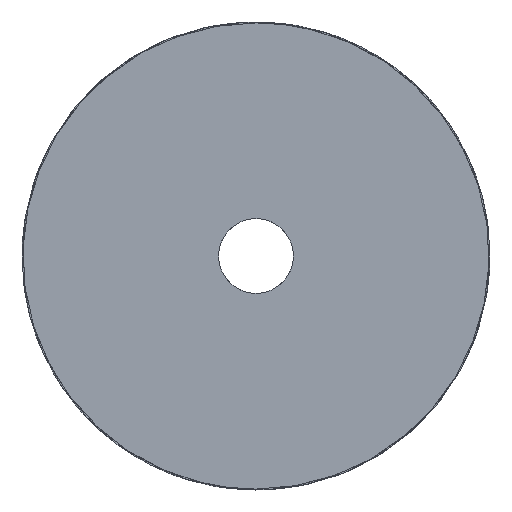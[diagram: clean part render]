
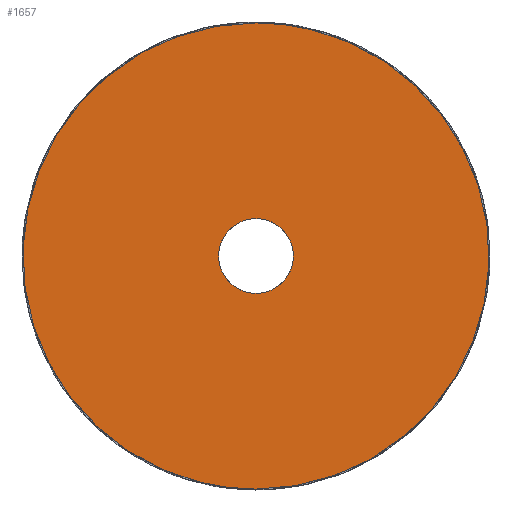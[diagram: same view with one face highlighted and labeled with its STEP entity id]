
A CAD part, front view. The second image highlights one B-rep face of the part: STEP entity #1657.
In plain terms, the highlighted planar face has unit normal (0, -1, 0).
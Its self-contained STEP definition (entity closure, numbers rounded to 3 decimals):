
#49 = FACE_BOUND ( 'NONE', #6081, .T. ) ;
#259 = CARTESIAN_POINT ( 'NONE',  ( -1.635, -39., 24.9 ) ) ;
#291 = CARTESIAN_POINT ( 'NONE',  ( -21.612, -39., 12.475 ) ) ;
#369 = ORIENTED_EDGE ( 'NONE', *, *, #3976, .T. ) ;
#383 = FACE_OUTER_BOUND ( 'NONE', #2156, .T. ) ;
#389 = CARTESIAN_POINT ( 'NONE',  ( -19.795, -39., -15.193 ) ) ;
#424 = CARTESIAN_POINT ( 'NONE',  ( -8.019, -39., -23.63 ) ) ;
#455 = CARTESIAN_POINT ( 'NONE',  ( 8.019, -39., -23.63 ) ) ;
#485 = CARTESIAN_POINT ( 'NONE',  ( 3.254, -39., 24.741 ) ) ;
#572 = CIRCLE ( 'NONE', #1738, 4. ) ;
#638 = DIRECTION ( 'NONE',  ( 0., 0., -1. ) ) ;
#763 = CARTESIAN_POINT ( 'NONE',  ( 0., -39., 24.9 ) ) ;
#894 = CARTESIAN_POINT ( 'NONE',  ( 19.795, -39., -15.193 ) ) ;
#926 = CARTESIAN_POINT ( 'NONE',  ( 23.63, -39., 8.019 ) ) ;
#956 = CARTESIAN_POINT ( 'NONE',  ( -24.9, -39., 1.635 ) ) ;
#987 = CARTESIAN_POINT ( 'NONE',  ( 23.63, -39., -8.019 ) ) ;
#1020 = CARTESIAN_POINT ( 'NONE',  ( -18.763, -39., -16.451 ) ) ;
#1223 = CARTESIAN_POINT ( 'NONE',  ( -23.63, -39., 8.019 ) ) ;
#1349 = EDGE_CURVE ( 'NONE', #3308, #5380, #5842, .T. ) ;
#1368 = EDGE_CURVE ( 'NONE', #5380, #3308, #1382, .T. ) ;
#1382 = B_SPLINE_CURVE_WITH_KNOTS ( 'NONE', 3,
 ( #3424, #2445, #6500, #5993, #455, #5588, #5521, #3457, #2478, #1984, #894, #1386, #2512, #987, #6093, #2546, #2411, #3924, #5490, #5959, #926, #5458, #4989, #2918, #3051, #4492, #6532, #4023, #6058, #3988, #1482, #485, #5088, #3017 ),
 .UNSPECIFIED., .F., .F.,
 ( 4, 2, 2, 2, 2, 2, 2, 2, 2, 2, 2, 2, 2, 2, 2, 2, 4 ),
 ( 0., 0.063, 0.125, 0.188, 0.25, 0.313, 0.375, 0.438, 0.5, 0.563, 0.625, 0.688, 0.75, 0.813, 0.875, 0.938, 1. ),
 .UNSPECIFIED. ) ;
#1386 = CARTESIAN_POINT ( 'NONE',  ( 21.612, -39., -12.475 ) ) ;
#1404 = AXIS2_PLACEMENT_3D ( 'NONE', #3802, #5738, #638 ) ;
#1482 = CARTESIAN_POINT ( 'NONE',  ( 6.461, -39., 24.103 ) ) ;
#1515 = CARTESIAN_POINT ( 'NONE',  ( -11.039, -39., -22.379 ) ) ;
#1657 = ADVANCED_FACE ( 'NONE', ( #383, #49 ), #5614, .T. ) ;
#1722 = CARTESIAN_POINT ( 'NONE',  ( -22.379, -39., 11.039 ) ) ;
#1738 = AXIS2_PLACEMENT_3D ( 'NONE', #5841, #5808, #1801 ) ;
#1801 = DIRECTION ( 'NONE',  ( 0., 0., -1. ) ) ;
#1887 = CARTESIAN_POINT ( 'NONE',  ( -24.103, -39., -6.461 ) ) ;
#1952 = CARTESIAN_POINT ( 'NONE',  ( -24.74, -39., -3.255 ) ) ;
#1984 = CARTESIAN_POINT ( 'NONE',  ( 18.763, -39., -16.451 ) ) ;
#2016 = EDGE_CURVE ( 'NONE', #3966, #3432, #6315, .T. ) ;
#2077 = DIRECTION ( 'NONE',  ( 0., -1., 0. ) ) ;
#2156 = EDGE_LOOP ( 'NONE', ( #4885, #3800 ) ) ;
#2282 = CARTESIAN_POINT ( 'NONE',  ( -6.461, -39., 24.103 ) ) ;
#2411 = CARTESIAN_POINT ( 'NONE',  ( 24.9, -39., -1.635 ) ) ;
#2445 = CARTESIAN_POINT ( 'NONE',  ( 1.635, -39., -24.9 ) ) ;
#2478 = CARTESIAN_POINT ( 'NONE',  ( 16.451, -39., -18.763 ) ) ;
#2512 = CARTESIAN_POINT ( 'NONE',  ( 22.379, -39., -11.039 ) ) ;
#2546 = CARTESIAN_POINT ( 'NONE',  ( 24.74, -39., -3.255 ) ) ;
#2918 = CARTESIAN_POINT ( 'NONE',  ( 19.795, -39., 15.193 ) ) ;
#2983 = CARTESIAN_POINT ( 'NONE',  ( -12.475, -39., -21.612 ) ) ;
#3017 = CARTESIAN_POINT ( 'NONE',  ( 0., -39., 24.9 ) ) ;
#3051 = CARTESIAN_POINT ( 'NONE',  ( 18.763, -39., 16.451 ) ) ;
#3255 = CARTESIAN_POINT ( 'NONE',  ( -11.039, -39., 22.379 ) ) ;
#3308 = VERTEX_POINT ( 'NONE', #4631 ) ;
#3323 = CARTESIAN_POINT ( 'NONE',  ( -8.019, -39., 23.63 ) ) ;
#3392 = CARTESIAN_POINT ( 'NONE',  ( -12.475, -39., 21.612 ) ) ;
#3424 = CARTESIAN_POINT ( 'NONE',  ( 0., -39., -24.9 ) ) ;
#3432 = VERTEX_POINT ( 'NONE', #5258 ) ;
#3457 = CARTESIAN_POINT ( 'NONE',  ( 15.193, -39., -19.795 ) ) ;
#3487 = CARTESIAN_POINT ( 'NONE',  ( 0., -39., -24.9 ) ) ;
#3519 = CARTESIAN_POINT ( 'NONE',  ( -16.451, -39., -18.763 ) ) ;
#3553 = CARTESIAN_POINT ( 'NONE',  ( -3.254, -39., -24.741 ) ) ;
#3759 = CARTESIAN_POINT ( 'NONE',  ( 0., -39., -24.9 ) ) ;
#3800 = ORIENTED_EDGE ( 'NONE', *, *, #1349, .T. ) ;
#3802 = CARTESIAN_POINT ( 'NONE',  ( 0., -39., 0. ) ) ;
#3837 = ORIENTED_EDGE ( 'NONE', *, *, #2016, .T. ) ;
#3924 = CARTESIAN_POINT ( 'NONE',  ( 24.9, -39., 1.635 ) ) ;
#3956 = CARTESIAN_POINT ( 'NONE',  ( -24.74, -39., 3.255 ) ) ;
#3966 = VERTEX_POINT ( 'NONE', #5742 ) ;
#3976 = EDGE_CURVE ( 'NONE', #3432, #3966, #572, .T. ) ;
#3988 = CARTESIAN_POINT ( 'NONE',  ( 8.019, -39., 23.63 ) ) ;
#4023 = CARTESIAN_POINT ( 'NONE',  ( 12.475, -39., 21.612 ) ) ;
#4111 = DIRECTION ( 'NONE',  ( 0., 0., -1. ) ) ;
#4425 = CARTESIAN_POINT ( 'NONE',  ( -16.451, -39., 18.763 ) ) ;
#4458 = CARTESIAN_POINT ( 'NONE',  ( -1.635, -39., -24.9 ) ) ;
#4492 = CARTESIAN_POINT ( 'NONE',  ( 16.451, -39., 18.763 ) ) ;
#4523 = CARTESIAN_POINT ( 'NONE',  ( -15.193, -39., -19.795 ) ) ;
#4631 = CARTESIAN_POINT ( 'NONE',  ( 0., -39., 24.9 ) ) ;
#4682 = CARTESIAN_POINT ( 'NONE',  ( 0., -39., 0. ) ) ;
#4860 = CARTESIAN_POINT ( 'NONE',  ( -19.795, -39., 15.193 ) ) ;
#4885 = ORIENTED_EDGE ( 'NONE', *, *, #1368, .T. ) ;
#4957 = CARTESIAN_POINT ( 'NONE',  ( -21.612, -39., -12.475 ) ) ;
#4989 = CARTESIAN_POINT ( 'NONE',  ( 21.612, -39., 12.475 ) ) ;
#5017 = CARTESIAN_POINT ( 'NONE',  ( -6.461, -39., -24.103 ) ) ;
#5052 = CARTESIAN_POINT ( 'NONE',  ( -22.379, -39., -11.039 ) ) ;
#5088 = CARTESIAN_POINT ( 'NONE',  ( 1.635, -39., 24.9 ) ) ;
#5258 = CARTESIAN_POINT ( 'NONE',  ( -4., -39., 0. ) ) ;
#5353 = CARTESIAN_POINT ( 'NONE',  ( -15.193, -39., 19.795 ) ) ;
#5380 = VERTEX_POINT ( 'NONE', #3759 ) ;
#5420 = CARTESIAN_POINT ( 'NONE',  ( -18.763, -39., 16.451 ) ) ;
#5458 = CARTESIAN_POINT ( 'NONE',  ( 22.379, -39., 11.039 ) ) ;
#5490 = CARTESIAN_POINT ( 'NONE',  ( 24.74, -39., 3.255 ) ) ;
#5521 = CARTESIAN_POINT ( 'NONE',  ( 12.475, -39., -21.612 ) ) ;
#5552 = CARTESIAN_POINT ( 'NONE',  ( -23.63, -39., -8.019 ) ) ;
#5588 = CARTESIAN_POINT ( 'NONE',  ( 11.039, -39., -22.379 ) ) ;
#5614 = PLANE ( 'NONE',  #6383 ) ;
#5738 = DIRECTION ( 'NONE',  ( 0., 1., 0. ) ) ;
#5742 = CARTESIAN_POINT ( 'NONE',  ( 4., -39., 0. ) ) ;
#5808 = DIRECTION ( 'NONE',  ( 0., 1., 0. ) ) ;
#5841 = CARTESIAN_POINT ( 'NONE',  ( 0., -39., 0. ) ) ;
#5842 = B_SPLINE_CURVE_WITH_KNOTS ( 'NONE', 3,
 ( #763, #259, #5926, #2282, #3323, #3255, #3392, #5353, #4425, #5420, #4860, #291, #1722, #1223, #6595, #3956, #956, #6465, #1952, #1887, #5552, #5052, #4957, #389, #1020, #3519, #4523, #2983, #1515, #424, #5017, #3553, #4458, #3487 ),
 .UNSPECIFIED., .F., .F.,
 ( 4, 2, 2, 2, 2, 2, 2, 2, 2, 2, 2, 2, 2, 2, 2, 2, 4 ),
 ( 0., 0.063, 0.125, 0.187, 0.25, 0.312, 0.375, 0.438, 0.5, 0.562, 0.625, 0.687, 0.75, 0.813, 0.875, 0.938, 1. ),
 .UNSPECIFIED. ) ;
#5926 = CARTESIAN_POINT ( 'NONE',  ( -3.255, -39., 24.74 ) ) ;
#5959 = CARTESIAN_POINT ( 'NONE',  ( 24.103, -39., 6.461 ) ) ;
#5993 = CARTESIAN_POINT ( 'NONE',  ( 6.461, -39., -24.103 ) ) ;
#6058 = CARTESIAN_POINT ( 'NONE',  ( 11.039, -39., 22.379 ) ) ;
#6081 = EDGE_LOOP ( 'NONE', ( #369, #3837 ) ) ;
#6093 = CARTESIAN_POINT ( 'NONE',  ( 24.103, -39., -6.461 ) ) ;
#6315 = CIRCLE ( 'NONE', #1404, 4. ) ;
#6383 = AXIS2_PLACEMENT_3D ( 'NONE', #4682, #2077, #4111 ) ;
#6465 = CARTESIAN_POINT ( 'NONE',  ( -24.9, -39., -1.635 ) ) ;
#6500 = CARTESIAN_POINT ( 'NONE',  ( 3.255, -39., -24.74 ) ) ;
#6532 = CARTESIAN_POINT ( 'NONE',  ( 15.193, -39., 19.795 ) ) ;
#6595 = CARTESIAN_POINT ( 'NONE',  ( -24.103, -39., 6.461 ) ) ;
